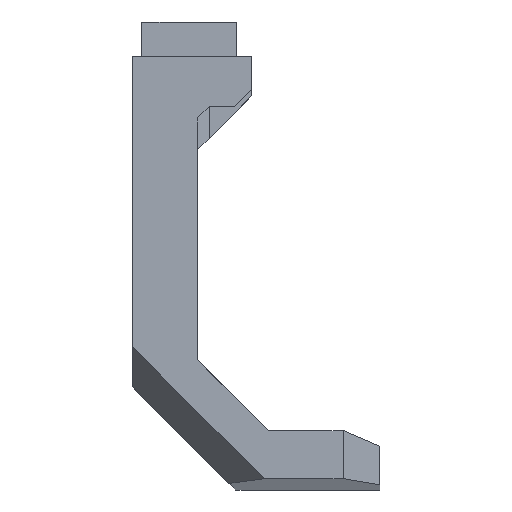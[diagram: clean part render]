
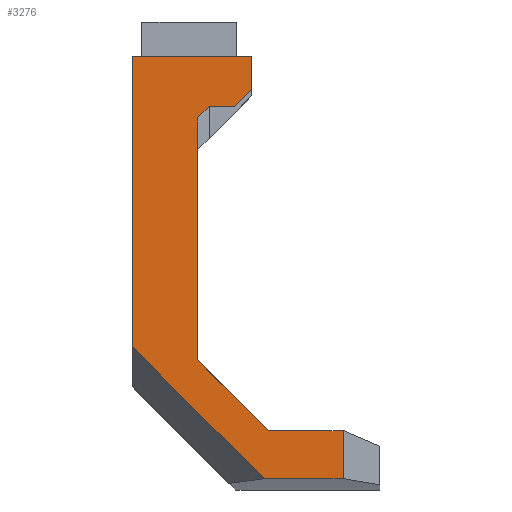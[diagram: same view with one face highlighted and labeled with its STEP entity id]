
A CAD part, front view. The second image highlights one B-rep face of the part: STEP entity #3276.
In plain terms, the highlighted planar face has unit normal (0, -1, 0).
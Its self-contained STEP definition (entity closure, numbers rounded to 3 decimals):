
#187 = CARTESIAN_POINT ( 'NONE',  ( 5.586, -46., 18.498 ) ) ;
#311 = DIRECTION ( 'NONE',  ( 0.707, 0., -0.707 ) ) ;
#395 = LINE ( 'NONE', #187, #14381 ) ;
#419 = LINE ( 'NONE', #3952, #3585 ) ;
#489 = LINE ( 'NONE', #15238, #7250 ) ;
#491 = AXIS2_PLACEMENT_3D ( 'NONE', #5484, #14951, #6839 ) ;
#758 = CARTESIAN_POINT ( 'NONE',  ( 5.586, -46., -39.4 ) ) ;
#969 = DIRECTION ( 'NONE',  ( 1., 0., 0. ) ) ;
#1092 = ORIENTED_EDGE ( 'NONE', *, *, #15962, .T. ) ;
#1188 = CARTESIAN_POINT ( 'NONE',  ( -7.568, -46., -30.931 ) ) ;
#1336 = PLANE ( 'NONE',  #491 ) ;
#1545 = DIRECTION ( 'NONE',  ( 0., 0., 1. ) ) ;
#1657 = LINE ( 'NONE', #11878, #11624 ) ;
#1896 = EDGE_CURVE ( 'NONE', #16926, #4455, #9735, .T. ) ;
#1971 = VERTEX_POINT ( 'NONE', #12353 ) ;
#1997 = CARTESIAN_POINT ( 'NONE',  ( -31.5, -46., -16.191 ) ) ;
#2500 = EDGE_LOOP ( 'NONE', ( #3301, #15352, #15245, #1092, #4425, #9868, #5703, #14316, #17412, #4897, #16730, #11029 ) ) ;
#2571 = VECTOR ( 'NONE', #14154, 1000. ) ;
#3035 = LINE ( 'NONE', #8929, #16984 ) ;
#3276 = ADVANCED_FACE ( 'NONE', ( #14229 ), #1336, .T. ) ;
#3301 = ORIENTED_EDGE ( 'NONE', *, *, #4216, .F. ) ;
#3329 = CARTESIAN_POINT ( 'NONE',  ( 82.35, -46., 26.1 ) ) ;
#3585 = VECTOR ( 'NONE', #8013, 1000. ) ;
#3857 = CARTESIAN_POINT ( 'NONE',  ( -20., -46., 24.1 ) ) ;
#3952 = CARTESIAN_POINT ( 'NONE',  ( -31.5, -46., 0. ) ) ;
#4216 = EDGE_CURVE ( 'NONE', #16746, #7176, #419, .T. ) ;
#4251 = CARTESIAN_POINT ( 'NONE',  ( 5.586, -46., -30.931 ) ) ;
#4281 = VECTOR ( 'NONE', #5213, 1000. ) ;
#4382 = CARTESIAN_POINT ( 'NONE',  ( -31.5, -46., -16.191 ) ) ;
#4425 = ORIENTED_EDGE ( 'NONE', *, *, #12402, .T. ) ;
#4455 = VERTEX_POINT ( 'NONE', #15179 ) ;
#4574 = EDGE_CURVE ( 'NONE', #4455, #10664, #14178, .T. ) ;
#4782 = EDGE_CURVE ( 'NONE', #1971, #5425, #1657, .T. ) ;
#4810 = CARTESIAN_POINT ( 'NONE',  ( -10.5, -46., 29.1 ) ) ;
#4897 = ORIENTED_EDGE ( 'NONE', *, *, #4782, .T. ) ;
#5213 = DIRECTION ( 'NONE',  ( 0.707, 0., 0.707 ) ) ;
#5337 = VERTEX_POINT ( 'NONE', #16778 ) ;
#5415 = CARTESIAN_POINT ( 'NONE',  ( -8.291, -46., -39.4 ) ) ;
#5425 = VERTEX_POINT ( 'NONE', #4810 ) ;
#5484 = CARTESIAN_POINT ( 'NONE',  ( 82.35, -46., 18.498 ) ) ;
#5703 = ORIENTED_EDGE ( 'NONE', *, *, #4574, .T. ) ;
#5804 = LINE ( 'NONE', #4382, #8966 ) ;
#6125 = EDGE_CURVE ( 'NONE', #16746, #17318, #5804, .T. ) ;
#6469 = CARTESIAN_POINT ( 'NONE',  ( -7.568, -46., -30.931 ) ) ;
#6839 = DIRECTION ( 'NONE',  ( 0., 0., -1. ) ) ;
#7160 = DIRECTION ( 'NONE',  ( 0., 0., 1. ) ) ;
#7176 = VERTEX_POINT ( 'NONE', #17185 ) ;
#7250 = VECTOR ( 'NONE', #16589, 1000. ) ;
#7510 = DIRECTION ( 'NONE',  ( 0., 0., 1. ) ) ;
#8013 = DIRECTION ( 'NONE',  ( 0., 0., 1. ) ) ;
#8929 = CARTESIAN_POINT ( 'NONE',  ( 82.35, -46., -30.931 ) ) ;
#8966 = VECTOR ( 'NONE', #311, 1000. ) ;
#9394 = DIRECTION ( 'NONE',  ( -1., 0., 0. ) ) ;
#9735 = LINE ( 'NONE', #1188, #13339 ) ;
#9868 = ORIENTED_EDGE ( 'NONE', *, *, #1896, .T. ) ;
#9891 = CARTESIAN_POINT ( 'NONE',  ( -10.5, -46., 18.498 ) ) ;
#10237 = EDGE_CURVE ( 'NONE', #7176, #17128, #16756, .T. ) ;
#10542 = CARTESIAN_POINT ( 'NONE',  ( -20., -46., 24.1 ) ) ;
#10664 = VERTEX_POINT ( 'NONE', #10542 ) ;
#11019 = VECTOR ( 'NONE', #7160, 1000. ) ;
#11029 = ORIENTED_EDGE ( 'NONE', *, *, #10237, .F. ) ;
#11624 = VECTOR ( 'NONE', #15944, 1000. ) ;
#11716 = EDGE_CURVE ( 'NONE', #5425, #17128, #15044, .T. ) ;
#11878 = CARTESIAN_POINT ( 'NONE',  ( -13.5, -46., 26.1 ) ) ;
#12329 = EDGE_CURVE ( 'NONE', #5337, #1971, #13374, .T. ) ;
#12353 = CARTESIAN_POINT ( 'NONE',  ( -13.5, -46., 26.1 ) ) ;
#12402 = EDGE_CURVE ( 'NONE', #12530, #16926, #3035, .T. ) ;
#12530 = VERTEX_POINT ( 'NONE', #4251 ) ;
#12608 = EDGE_CURVE ( 'NONE', #17318, #14864, #489, .T. ) ;
#13104 = CARTESIAN_POINT ( 'NONE',  ( 0., -46., 35. ) ) ;
#13311 = VECTOR ( 'NONE', #7510, 1000. ) ;
#13321 = DIRECTION ( 'NONE',  ( -0.707, 0., 0.707 ) ) ;
#13339 = VECTOR ( 'NONE', #13321, 1000. ) ;
#13374 = LINE ( 'NONE', #3329, #2571 ) ;
#13516 = EDGE_CURVE ( 'NONE', #10664, #5337, #15067, .T. ) ;
#13814 = CARTESIAN_POINT ( 'NONE',  ( -10.5, -46., 35. ) ) ;
#14154 = DIRECTION ( 'NONE',  ( 1., 0., 0. ) ) ;
#14178 = LINE ( 'NONE', #16885, #13311 ) ;
#14229 = FACE_OUTER_BOUND ( 'NONE', #2500, .T. ) ;
#14316 = ORIENTED_EDGE ( 'NONE', *, *, #13516, .T. ) ;
#14381 = VECTOR ( 'NONE', #1545, 1000. ) ;
#14864 = VERTEX_POINT ( 'NONE', #758 ) ;
#14951 = DIRECTION ( 'NONE',  ( 0., -1., 0. ) ) ;
#15044 = LINE ( 'NONE', #9891, #11019 ) ;
#15067 = LINE ( 'NONE', #3857, #4281 ) ;
#15179 = CARTESIAN_POINT ( 'NONE',  ( -20., -46., -18.498 ) ) ;
#15238 = CARTESIAN_POINT ( 'NONE',  ( 82.35, -46., -39.4 ) ) ;
#15245 = ORIENTED_EDGE ( 'NONE', *, *, #12608, .T. ) ;
#15352 = ORIENTED_EDGE ( 'NONE', *, *, #6125, .T. ) ;
#15944 = DIRECTION ( 'NONE',  ( 0.707, 0., 0.707 ) ) ;
#15962 = EDGE_CURVE ( 'NONE', #14864, #12530, #395, .T. ) ;
#16340 = VECTOR ( 'NONE', #969, 1000. ) ;
#16589 = DIRECTION ( 'NONE',  ( 1., 0., 0. ) ) ;
#16730 = ORIENTED_EDGE ( 'NONE', *, *, #11716, .T. ) ;
#16746 = VERTEX_POINT ( 'NONE', #1997 ) ;
#16756 = LINE ( 'NONE', #13104, #16340 ) ;
#16778 = CARTESIAN_POINT ( 'NONE',  ( -18., -46., 26.1 ) ) ;
#16885 = CARTESIAN_POINT ( 'NONE',  ( -20., -46., 18.498 ) ) ;
#16926 = VERTEX_POINT ( 'NONE', #6469 ) ;
#16984 = VECTOR ( 'NONE', #9394, 1000. ) ;
#17128 = VERTEX_POINT ( 'NONE', #13814 ) ;
#17185 = CARTESIAN_POINT ( 'NONE',  ( -31.5, -46., 35. ) ) ;
#17318 = VERTEX_POINT ( 'NONE', #5415 ) ;
#17412 = ORIENTED_EDGE ( 'NONE', *, *, #12329, .T. ) ;
